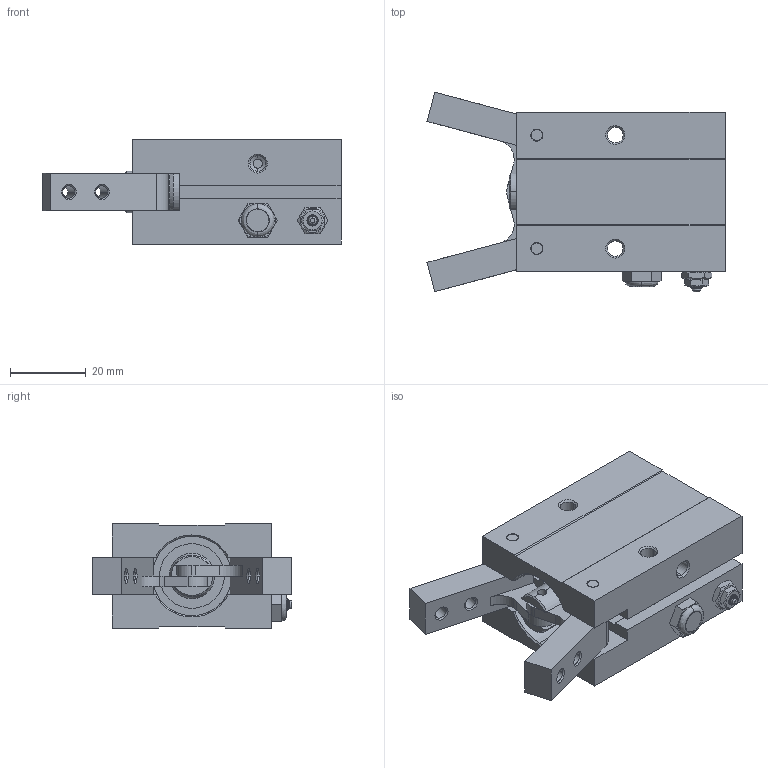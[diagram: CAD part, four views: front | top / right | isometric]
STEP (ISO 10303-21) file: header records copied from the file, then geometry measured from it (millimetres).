
FILE_DESCRIPTION (( 'STEP AP214' ), '1' );
FILE_NAME ('KA20MSA-M.step', '2017-07-18T19:57:52', ( '' ), ( '' ), 'SwSTEP 2.0', 'SolidWorks 2017', '' );
FILE_SCHEMA (( 'AUTOMOTIVE_DESIGN' ));
Length unit declared in the file: millimetre
Products named in the file (5): KA20MSA-M-2; KA20MSA-M-4; KA20MSA-M-3; KA20MSA-M-1; KA20MSA-M
Assembly tree (4 placements, depth 2):
  KA20MSA-M
    KA20MSA-M-1
    KA20MSA-M-2
    KA20MSA-M-3
    KA20MSA-M-4
Bounding box: 78.75 x 52.77 x 27.5 mm (x, y, z)
Volume: 54076.6 mm3; surface area: 23142.8 mm2
Topology: 4 solids, 5 shells, 294 faces, 718 edges, 456 vertices
Faces by surface type: plane 114, cylinder 92, cone 82, bspline 6
Entity records: 9226 total; most frequent: CARTESIAN_POINT 1937, DIRECTION 1540, ORIENTED_EDGE 1436, EDGE_CURVE 718, AXIS2_PLACEMENT_3D 587, VERTEX_POINT 456, VECTOR 366, LINE 366
